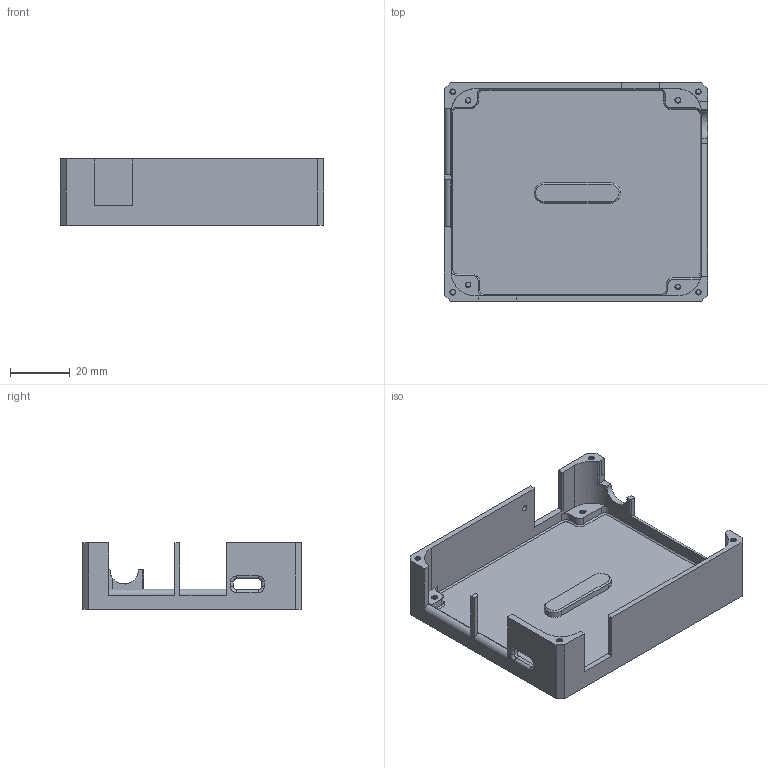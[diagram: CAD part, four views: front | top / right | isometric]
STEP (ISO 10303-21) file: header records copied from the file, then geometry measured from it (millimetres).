
FILE_DESCRIPTION(/* description */ (''),/* implementation_level */ '2;1');
FILE_NAME(/* name */ 'Box.step',/* time_stamp */ '2024-06-25T14:22:12+02:00',/* author */ (''),/* organization */ (''),/* preprocessor_version */ 'ST-DEVELOPER v20',/* originating_system */ 'Autodesk Translation Framework v13.14.0.145',/* authorisation */ '');
FILE_SCHEMA (('AUTOMOTIVE_DESIGN { 1 0 10303 214 3 1 1 }'));
Length unit declared in the file: millimetre
Products named in the file (1): Box
Bounding box: 87.9 x 73 x 22.1 mm (x, y, z)
Volume: 23200.3 mm3; surface area: 22994.4 mm2
Topology: 1 solids, 1 shells, 462 faces, 1305 edges, 857 vertices
Faces by surface type: cylinder 325, plane 95, bspline 22, cone 16, torus 4
Full cylindrical faces by diameter (mm): 1.623 x56, 2 x1, 2.074 x32, 3.332 x6, 4.109 x2, 5.035 x2, 6.147 x1
Entity records: 32544 total; most frequent: CARTESIAN_POINT 21727, ORIENTED_EDGE 2610, DIRECTION 1699, EDGE_CURVE 1305, VERTEX_POINT 857, B_SPLINE_CURVE_WITH_KNOTS 629, AXIS2_PLACEMENT_3D 582, LINE 535
